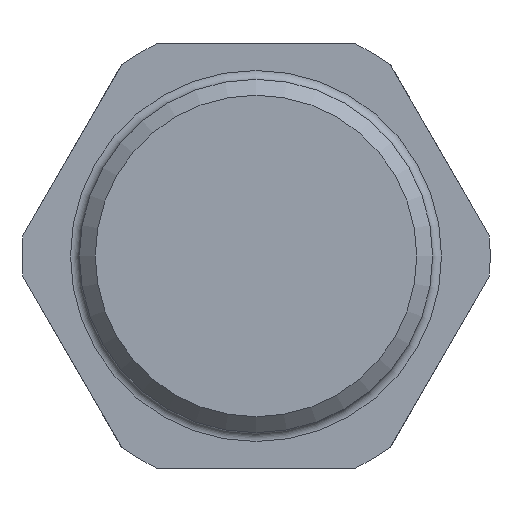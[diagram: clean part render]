
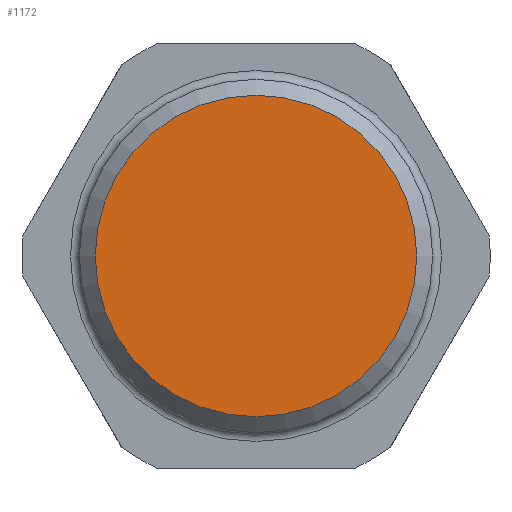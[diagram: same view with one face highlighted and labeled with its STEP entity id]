
A CAD part, left-side view. The second image highlights one B-rep face of the part: STEP entity #1172.
In plain terms, the highlighted planar face has unit normal (-1, 0, 0).
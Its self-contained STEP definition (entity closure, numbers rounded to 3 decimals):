
#226=FACE_OUTER_BOUND('',#289,.T.);
#289=EDGE_LOOP('',(#1011,#1012));
#392=CIRCLE('',#1354,9.1);
#393=CIRCLE('',#1355,9.1);
#512=VERTEX_POINT('',#2440);
#513=VERTEX_POINT('',#2441);
#679=EDGE_CURVE('',#512,#513,#392,.T.);
#680=EDGE_CURVE('',#513,#512,#393,.T.);
#1011=ORIENTED_EDGE('',*,*,#679,.T.);
#1012=ORIENTED_EDGE('',*,*,#680,.T.);
#1051=PLANE('',#1356);
#1172=ADVANCED_FACE('',(#226),#1051,.T.);
#1354=AXIS2_PLACEMENT_3D('',#2442,#1717,#1718);
#1355=AXIS2_PLACEMENT_3D('',#2443,#1719,#1720);
#1356=AXIS2_PLACEMENT_3D('',#2445,#1722,#1723);
#1717=DIRECTION('center_axis',(-1.,0.,0.));
#1718=DIRECTION('ref_axis',(0.,0.,1.));
#1719=DIRECTION('center_axis',(-1.,0.,0.));
#1720=DIRECTION('ref_axis',(0.,0.,1.));
#1722=DIRECTION('center_axis',(-1.,0.,0.));
#1723=DIRECTION('ref_axis',(0.,0.,1.));
#2440=CARTESIAN_POINT('',(-15.,0.,-9.1));
#2441=CARTESIAN_POINT('',(-15.,0.,9.1));
#2442=CARTESIAN_POINT('Origin',(-15.,0.,0.));
#2443=CARTESIAN_POINT('Origin',(-15.,0.,0.));
#2445=CARTESIAN_POINT('Origin',(-15.,0.,-6.5));
